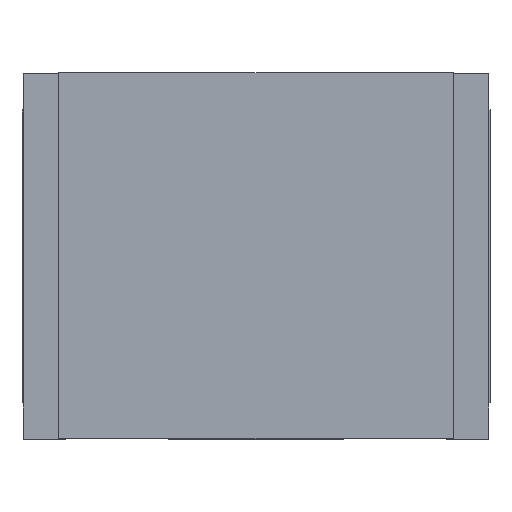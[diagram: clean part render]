
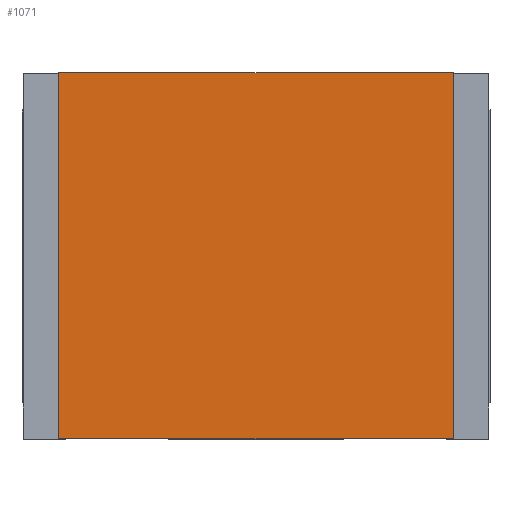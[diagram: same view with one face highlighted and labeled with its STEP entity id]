
A CAD part, top view. The second image highlights one B-rep face of the part: STEP entity #1071.
In plain terms, the highlighted planar face has unit normal (0, 0, 1).
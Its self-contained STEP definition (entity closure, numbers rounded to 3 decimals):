
#757 = VERTEX_POINT('',#758);
#758 = CARTESIAN_POINT('',(0.,0.,0.425));
#765 = PLANE('',#766);
#766 = AXIS2_PLACEMENT_3D('',#767,#768,#769);
#767 = CARTESIAN_POINT('',(0.,0.,0.));
#768 = DIRECTION('',(1.,0.,-0.));
#769 = DIRECTION('',(0.,0.,1.));
#777 = PLANE('',#778);
#778 = AXIS2_PLACEMENT_3D('',#779,#780,#781);
#779 = CARTESIAN_POINT('',(0.,0.,0.));
#780 = DIRECTION('',(-0.,1.,0.));
#781 = DIRECTION('',(0.,0.,1.));
#818 = VERTEX_POINT('',#819);
#819 = CARTESIAN_POINT('',(0.,2.5,0.425));
#833 = PLANE('',#834);
#834 = AXIS2_PLACEMENT_3D('',#835,#836,#837);
#835 = CARTESIAN_POINT('',(0.,2.5,0.));
#836 = DIRECTION('',(-0.,1.,0.));
#837 = DIRECTION('',(0.,0.,1.));
#845 = EDGE_CURVE('',#757,#818,#846,.T.);
#846 = SURFACE_CURVE('',#847,(#851,#858),.PCURVE_S1.);
#847 = LINE('',#848,#849);
#848 = CARTESIAN_POINT('',(0.,0.,0.425));
#849 = VECTOR('',#850,1.);
#850 = DIRECTION('',(-0.,1.,0.));
#851 = PCURVE('',#765,#852);
#852 = DEFINITIONAL_REPRESENTATION('',(#853),#857);
#853 = LINE('',#854,#855);
#854 = CARTESIAN_POINT('',(0.425,0.));
#855 = VECTOR('',#856,1.);
#856 = DIRECTION('',(0.,-1.));
#857 = ( GEOMETRIC_REPRESENTATION_CONTEXT(2) 
PARAMETRIC_REPRESENTATION_CONTEXT() REPRESENTATION_CONTEXT('2D SPACE',''
  ) );
#858 = PCURVE('',#859,#864);
#859 = PLANE('',#860);
#860 = AXIS2_PLACEMENT_3D('',#861,#862,#863);
#861 = CARTESIAN_POINT('',(0.,0.,0.425));
#862 = DIRECTION('',(0.,0.,1.));
#863 = DIRECTION('',(1.,0.,-0.));
#864 = DEFINITIONAL_REPRESENTATION('',(#865),#869);
#865 = LINE('',#866,#867);
#866 = CARTESIAN_POINT('',(0.,0.));
#867 = VECTOR('',#868,1.);
#868 = DIRECTION('',(0.,1.));
#869 = ( GEOMETRIC_REPRESENTATION_CONTEXT(2) 
PARAMETRIC_REPRESENTATION_CONTEXT() REPRESENTATION_CONTEXT('2D SPACE',''
  ) );
#877 = VERTEX_POINT('',#878);
#878 = CARTESIAN_POINT('',(2.7,0.,0.425));
#885 = PLANE('',#886);
#886 = AXIS2_PLACEMENT_3D('',#887,#888,#889);
#887 = CARTESIAN_POINT('',(2.7,0.,0.));
#888 = DIRECTION('',(1.,0.,-0.));
#889 = DIRECTION('',(0.,0.,1.));
#928 = VERTEX_POINT('',#929);
#929 = CARTESIAN_POINT('',(2.7,2.5,0.425));
#950 = EDGE_CURVE('',#877,#928,#951,.T.);
#951 = SURFACE_CURVE('',#952,(#956,#963),.PCURVE_S1.);
#952 = LINE('',#953,#954);
#953 = CARTESIAN_POINT('',(2.7,0.,0.425));
#954 = VECTOR('',#955,1.);
#955 = DIRECTION('',(0.,1.,0.));
#956 = PCURVE('',#885,#957);
#957 = DEFINITIONAL_REPRESENTATION('',(#958),#962);
#958 = LINE('',#959,#960);
#959 = CARTESIAN_POINT('',(0.425,0.));
#960 = VECTOR('',#961,1.);
#961 = DIRECTION('',(0.,-1.));
#962 = ( GEOMETRIC_REPRESENTATION_CONTEXT(2) 
PARAMETRIC_REPRESENTATION_CONTEXT() REPRESENTATION_CONTEXT('2D SPACE',''
  ) );
#963 = PCURVE('',#859,#964);
#964 = DEFINITIONAL_REPRESENTATION('',(#965),#969);
#965 = LINE('',#966,#967);
#966 = CARTESIAN_POINT('',(2.7,0.));
#967 = VECTOR('',#968,1.);
#968 = DIRECTION('',(0.,1.));
#969 = ( GEOMETRIC_REPRESENTATION_CONTEXT(2) 
PARAMETRIC_REPRESENTATION_CONTEXT() REPRESENTATION_CONTEXT('2D SPACE',''
  ) );
#996 = EDGE_CURVE('',#757,#877,#997,.T.);
#997 = SURFACE_CURVE('',#998,(#1002,#1009),.PCURVE_S1.);
#998 = LINE('',#999,#1000);
#999 = CARTESIAN_POINT('',(0.,0.,0.425));
#1000 = VECTOR('',#1001,1.);
#1001 = DIRECTION('',(1.,0.,-0.));
#1002 = PCURVE('',#777,#1003);
#1003 = DEFINITIONAL_REPRESENTATION('',(#1004),#1008);
#1004 = LINE('',#1005,#1006);
#1005 = CARTESIAN_POINT('',(0.425,0.));
#1006 = VECTOR('',#1007,1.);
#1007 = DIRECTION('',(0.,1.));
#1008 = ( GEOMETRIC_REPRESENTATION_CONTEXT(2) 
PARAMETRIC_REPRESENTATION_CONTEXT() REPRESENTATION_CONTEXT('2D SPACE',''
  ) );
#1009 = PCURVE('',#859,#1010);
#1010 = DEFINITIONAL_REPRESENTATION('',(#1011),#1015);
#1011 = LINE('',#1012,#1013);
#1012 = CARTESIAN_POINT('',(0.,0.));
#1013 = VECTOR('',#1014,1.);
#1014 = DIRECTION('',(1.,0.));
#1015 = ( GEOMETRIC_REPRESENTATION_CONTEXT(2) 
PARAMETRIC_REPRESENTATION_CONTEXT() REPRESENTATION_CONTEXT('2D SPACE',''
  ) );
#1043 = EDGE_CURVE('',#818,#928,#1044,.T.);
#1044 = SURFACE_CURVE('',#1045,(#1049,#1056),.PCURVE_S1.);
#1045 = LINE('',#1046,#1047);
#1046 = CARTESIAN_POINT('',(0.,2.5,0.425));
#1047 = VECTOR('',#1048,1.);
#1048 = DIRECTION('',(1.,0.,-0.));
#1049 = PCURVE('',#833,#1050);
#1050 = DEFINITIONAL_REPRESENTATION('',(#1051),#1055);
#1051 = LINE('',#1052,#1053);
#1052 = CARTESIAN_POINT('',(0.425,0.));
#1053 = VECTOR('',#1054,1.);
#1054 = DIRECTION('',(0.,1.));
#1055 = ( GEOMETRIC_REPRESENTATION_CONTEXT(2) 
PARAMETRIC_REPRESENTATION_CONTEXT() REPRESENTATION_CONTEXT('2D SPACE',''
  ) );
#1056 = PCURVE('',#859,#1057);
#1057 = DEFINITIONAL_REPRESENTATION('',(#1058),#1062);
#1058 = LINE('',#1059,#1060);
#1059 = CARTESIAN_POINT('',(0.,2.5));
#1060 = VECTOR('',#1061,1.);
#1061 = DIRECTION('',(1.,0.));
#1062 = ( GEOMETRIC_REPRESENTATION_CONTEXT(2) 
PARAMETRIC_REPRESENTATION_CONTEXT() REPRESENTATION_CONTEXT('2D SPACE',''
  ) );
#1071 = ADVANCED_FACE('',(#1072),#859,.T.);
#1072 = FACE_BOUND('',#1073,.T.);
#1073 = EDGE_LOOP('',(#1074,#1075,#1076,#1077));
#1074 = ORIENTED_EDGE('',*,*,#845,.F.);
#1075 = ORIENTED_EDGE('',*,*,#996,.T.);
#1076 = ORIENTED_EDGE('',*,*,#950,.T.);
#1077 = ORIENTED_EDGE('',*,*,#1043,.F.);
